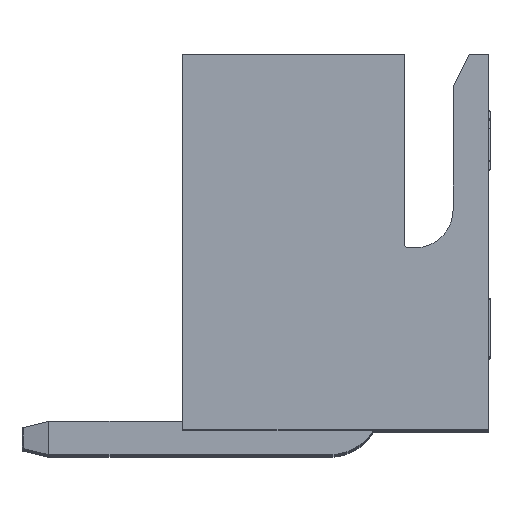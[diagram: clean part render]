
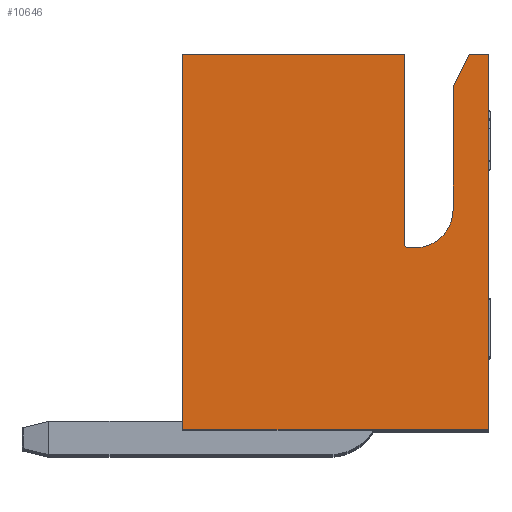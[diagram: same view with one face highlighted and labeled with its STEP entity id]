
A CAD part, top view. The second image highlights one B-rep face of the part: STEP entity #10646.
In plain terms, the highlighted planar face has unit normal (0, 0, 1).
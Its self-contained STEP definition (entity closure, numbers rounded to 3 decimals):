
#612=PLANE('',#11409);
#1197=FACE_OUTER_BOUND('',#1792,.T.);
#1792=EDGE_LOOP('',(#8793,#8794,#8795,#8796,#8797,#8798,#8799,#8800,#8801,
#8802,#8803));
#1979=CIRCLE('',#11394,0.05);
#1983=CIRCLE('',#11410,0.7);
#2699=LINE('',#17909,#3819);
#2707=LINE('',#17924,#3827);
#2832=LINE('',#18529,#3952);
#2892=LINE('',#18663,#4012);
#2907=LINE('',#18699,#4027);
#2913=LINE('',#18711,#4033);
#2914=LINE('',#18714,#4034);
#2915=LINE('',#18715,#4035);
#2916=LINE('',#18716,#4036);
#3819=VECTOR('',#13365,10.);
#3827=VECTOR('',#13375,10.);
#3952=VECTOR('',#13604,10.);
#4012=VECTOR('',#13690,10.);
#4027=VECTOR('',#13725,10.);
#4033=VECTOR('',#13737,10.);
#4034=VECTOR('',#13740,10.);
#4035=VECTOR('',#13741,10.);
#4036=VECTOR('',#13742,10.);
#4815=VERTEX_POINT('',#17906);
#4816=VERTEX_POINT('',#17908);
#4822=VERTEX_POINT('',#17922);
#4917=VERTEX_POINT('',#18526);
#4918=VERTEX_POINT('',#18528);
#4977=VERTEX_POINT('',#18656);
#4979=VERTEX_POINT('',#18662);
#4989=VERTEX_POINT('',#18696);
#4990=VERTEX_POINT('',#18698);
#4993=VERTEX_POINT('',#18710);
#4994=VERTEX_POINT('',#18713);
#6071=EDGE_CURVE('',#4816,#4815,#2699,.T.);
#6079=EDGE_CURVE('',#4822,#4815,#2707,.T.);
#6241=EDGE_CURVE('',#4918,#4917,#2832,.T.);
#6305=EDGE_CURVE('',#4816,#4977,#1979,.T.);
#6308=EDGE_CURVE('',#4979,#4977,#2892,.T.);
#6326=EDGE_CURVE('',#4990,#4989,#2907,.T.);
#6332=EDGE_CURVE('',#4989,#4993,#2913,.T.);
#6333=EDGE_CURVE('',#4993,#4979,#1983,.T.);
#6334=EDGE_CURVE('',#4994,#4822,#2914,.T.);
#6335=EDGE_CURVE('',#4994,#4918,#2915,.T.);
#6336=EDGE_CURVE('',#4990,#4917,#2916,.T.);
#8793=ORIENTED_EDGE('',*,*,#6326,.T.);
#8794=ORIENTED_EDGE('',*,*,#6332,.T.);
#8795=ORIENTED_EDGE('',*,*,#6333,.T.);
#8796=ORIENTED_EDGE('',*,*,#6308,.T.);
#8797=ORIENTED_EDGE('',*,*,#6305,.F.);
#8798=ORIENTED_EDGE('',*,*,#6071,.T.);
#8799=ORIENTED_EDGE('',*,*,#6079,.F.);
#8800=ORIENTED_EDGE('',*,*,#6334,.F.);
#8801=ORIENTED_EDGE('',*,*,#6335,.T.);
#8802=ORIENTED_EDGE('',*,*,#6241,.T.);
#8803=ORIENTED_EDGE('',*,*,#6336,.F.);
#10646=ADVANCED_FACE('',(#1197),#612,.T.);
#11394=AXIS2_PLACEMENT_3D('',#18657,#13683,#13684);
#11409=AXIS2_PLACEMENT_3D('',#18709,#13735,#13736);
#11410=AXIS2_PLACEMENT_3D('',#18712,#13738,#13739);
#13365=DIRECTION('',(0.,1.,0.));
#13375=DIRECTION('',(1.,0.,0.));
#13604=DIRECTION('',(0.,1.,0.));
#13683=DIRECTION('center_axis',(0.,0.,1.));
#13684=DIRECTION('ref_axis',(-0.707,-0.707,0.));
#13690=DIRECTION('',(-1.,0.,0.));
#13725=DIRECTION('',(-0.447,-0.894,0.));
#13735=DIRECTION('center_axis',(0.,0.,1.));
#13736=DIRECTION('ref_axis',(1.,0.,0.));
#13737=DIRECTION('',(0.,-1.,0.));
#13738=DIRECTION('center_axis',(0.,0.,-1.));
#13739=DIRECTION('ref_axis',(0.,-1.,0.));
#13740=DIRECTION('',(0.,1.,0.));
#13741=DIRECTION('',(1.,0.,0.));
#13742=DIRECTION('',(1.,0.,0.));
#17906=CARTESIAN_POINT('',(1.29,7.,16.6));
#17908=CARTESIAN_POINT('',(1.29,3.45,16.6));
#17909=CARTESIAN_POINT('',(1.29,1.7,16.6));
#17922=CARTESIAN_POINT('',(-2.85,7.,16.6));
#17924=CARTESIAN_POINT('',(-2.85,7.,16.6));
#18526=CARTESIAN_POINT('',(2.85,7.,16.6));
#18528=CARTESIAN_POINT('',(2.85,0.,16.6));
#18529=CARTESIAN_POINT('',(2.85,0.,16.6));
#18656=CARTESIAN_POINT('',(1.34,3.4,16.6));
#18657=CARTESIAN_POINT('Origin',(1.34,3.45,16.6));
#18662=CARTESIAN_POINT('',(1.49,3.4,16.6));
#18663=CARTESIAN_POINT('',(-0.68,3.4,16.6));
#18696=CARTESIAN_POINT('',(2.19,6.4,16.6));
#18698=CARTESIAN_POINT('',(2.49,7.,16.6));
#18699=CARTESIAN_POINT('',(0.556,3.132,16.6));
#18709=CARTESIAN_POINT('Origin',(-2.85,0.,16.6));
#18710=CARTESIAN_POINT('',(2.19,4.1,16.6));
#18711=CARTESIAN_POINT('',(2.19,3.5,16.6));
#18712=CARTESIAN_POINT('Origin',(1.49,4.1,16.6));
#18713=CARTESIAN_POINT('',(-2.85,0.,16.6));
#18714=CARTESIAN_POINT('',(-2.85,0.,16.6));
#18715=CARTESIAN_POINT('',(-2.85,0.,16.6));
#18716=CARTESIAN_POINT('',(-2.85,7.,16.6));
